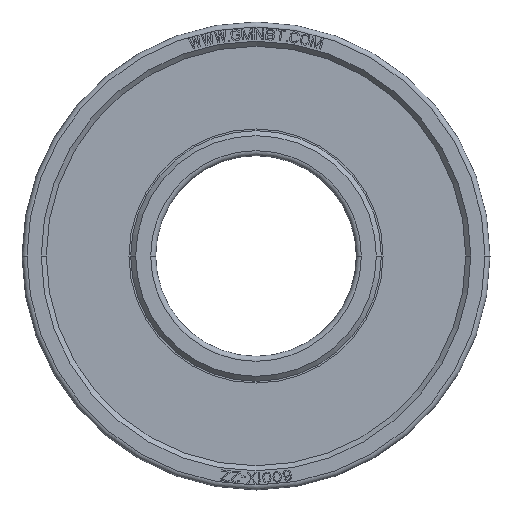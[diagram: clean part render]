
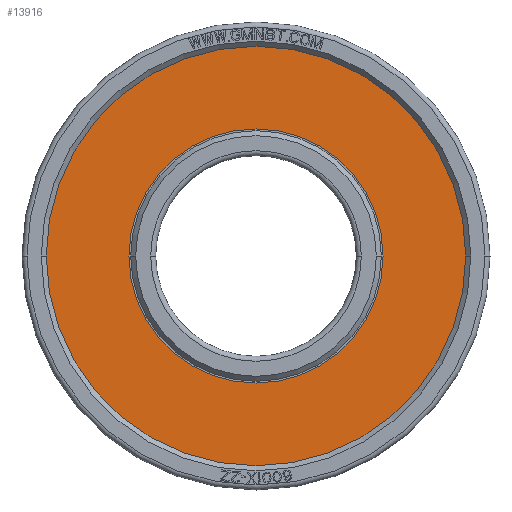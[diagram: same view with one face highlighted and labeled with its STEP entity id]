
A CAD part, left-side view. The second image highlights one B-rep face of the part: STEP entity #13916.
In plain terms, the highlighted planar face has unit normal (-1, 0, 0).
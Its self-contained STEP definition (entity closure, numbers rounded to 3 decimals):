
#3746=CARTESIAN_POINT('',(-3.6,0.,0.));
#3747=DIRECTION('',(-1.,0.,0.));
#3748=DIRECTION('',(0.,1.,0.));
#3749=AXIS2_PLACEMENT_3D('',#3746,#3747,#3748);
#3761=CARTESIAN_POINT('',(-3.6,0.,0.));
#3762=DIRECTION('',(1.,0.,0.));
#3763=DIRECTION('',(0.,1.,0.));
#3764=AXIS2_PLACEMENT_3D('',#3761,#3762,#3763);
#3776=CARTESIAN_POINT('',(-3.6,0.,0.));
#3777=DIRECTION('',(1.,0.,0.));
#3778=DIRECTION('',(0.,1.,0.));
#3779=AXIS2_PLACEMENT_3D('',#3776,#3777,#3778);
#3792=CARTESIAN_POINT('',(-3.6,0.,0.));
#3793=DIRECTION('',(1.,0.,0.));
#3794=DIRECTION('',(0.,-1.,0.));
#3795=AXIS2_PLACEMENT_3D('',#3792,#3793,#3794);
#10793=CARTESIAN_POINT('',(-3.6,7.6,0.));
#10794=CARTESIAN_POINT('',(-3.6,-7.6,0.));
#10795=VERTEX_POINT('',#10793);
#10796=VERTEX_POINT('',#10794);
#10805=CARTESIAN_POINT('',(-3.6,12.55,0.));
#10806=CARTESIAN_POINT('',(-3.6,-12.55,0.));
#10807=VERTEX_POINT('',#10805);
#10808=VERTEX_POINT('',#10806);
#13901=CARTESIAN_POINT('',(-3.6,0.,0.));
#13902=DIRECTION('',(-1.,0.,0.));
#13903=DIRECTION('',(0.,1.,0.));
#13904=AXIS2_PLACEMENT_3D('',#13901,#13902,#13903);
#13905=PLANE('',#13904);
#13907=ORIENTED_EDGE('',*,*,#13906,.T.);
#13909=ORIENTED_EDGE('',*,*,#13908,.T.);
#13910=EDGE_LOOP('',(#13907,#13909));
#13911=FACE_OUTER_BOUND('',#13910,.F.);
#13912=ORIENTED_EDGE('',*,*,#13895,.F.);
#13913=ORIENTED_EDGE('',*,*,#13881,.T.);
#13914=EDGE_LOOP('',(#13912,#13913));
#13915=FACE_BOUND('',#13914,.F.);
#3750=CIRCLE('',#3749,7.6);
#3765=CIRCLE('',#3764,7.6);
#3780=CIRCLE('',#3779,12.55);
#3796=CIRCLE('',#3795,12.55);
#13881=EDGE_CURVE('',#10795,#10796,#3750,.T.);
#13895=EDGE_CURVE('',#10795,#10796,#3765,.T.);
#13906=EDGE_CURVE('',#10807,#10808,#3780,.T.);
#13908=EDGE_CURVE('',#10808,#10807,#3796,.T.);
#13916=ADVANCED_FACE('',(#13911,#13915),#13905,.T.);
